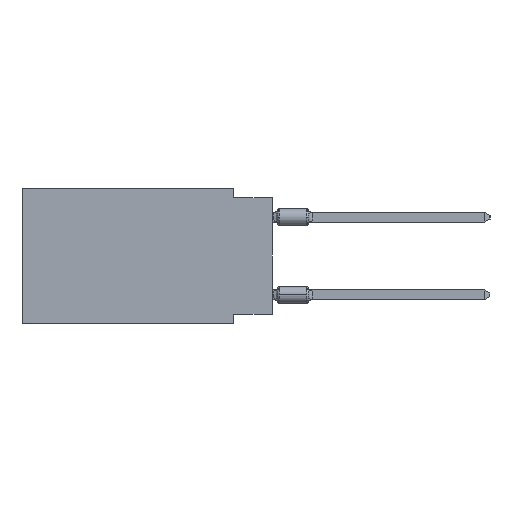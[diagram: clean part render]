
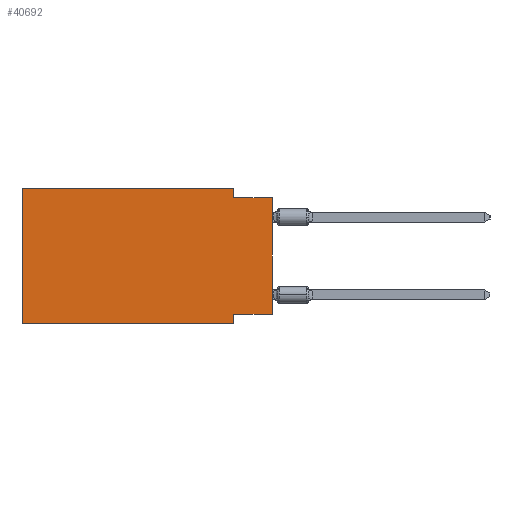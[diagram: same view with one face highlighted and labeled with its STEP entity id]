
A CAD part, left-side view. The second image highlights one B-rep face of the part: STEP entity #40692.
In plain terms, the highlighted planar face has unit normal (-1, 0, 0).
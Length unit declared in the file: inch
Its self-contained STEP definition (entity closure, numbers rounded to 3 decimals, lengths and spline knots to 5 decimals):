
#1024 = ORIENTED_EDGE ( 'NONE', *, *, #56616, .F. ) ;
#1299 = VERTEX_POINT ( 'NONE', #20102 ) ;
#2462 = VERTEX_POINT ( 'NONE', #26270 ) ;
#2969 = ORIENTED_EDGE ( 'NONE', *, *, #26350, .F. ) ;
#3113 = LINE ( 'NONE', #8779, #29173 ) ;
#4161 = CARTESIAN_POINT ( 'NONE',  ( 0., 0.1, -0.35 ) ) ;
#5841 = FACE_OUTER_BOUND ( 'NONE', #38047, .T. ) ;
#6211 = CARTESIAN_POINT ( 'NONE',  ( 0., 0.645, 0. ) ) ;
#7355 = CARTESIAN_POINT ( 'NONE',  ( 0., 0., -0.325 ) ) ;
#7972 = CARTESIAN_POINT ( 'NONE',  ( 0., 0.645, 0. ) ) ;
#8126 = CARTESIAN_POINT ( 'NONE',  ( 0., 0.645, 0. ) ) ;
#8779 = CARTESIAN_POINT ( 'NONE',  ( 0., 0.645, -0.35 ) ) ;
#9829 = CARTESIAN_POINT ( 'NONE',  ( 0., 0., -0.025 ) ) ;
#11015 = EDGE_CURVE ( 'NONE', #1299, #39475, #3113, .T. ) ;
#11583 = LINE ( 'NONE', #6211, #51749 ) ;
#11957 = VECTOR ( 'NONE', #15982, 39.37008 ) ;
#13082 = AXIS2_PLACEMENT_3D ( 'NONE', #29909, #49237, #35285 ) ;
#13175 = DIRECTION ( 'NONE',  ( 0., -1., 0. ) ) ;
#13946 = LINE ( 'NONE', #52270, #52140 ) ;
#15029 = EDGE_CURVE ( 'NONE', #2462, #26419, #19206, .T. ) ;
#15655 = PLANE ( 'NONE',  #13082 ) ;
#15982 = DIRECTION ( 'NONE',  ( 0., -1., 0. ) ) ;
#16038 = VECTOR ( 'NONE', #24272, 39.37008 ) ;
#17484 = DIRECTION ( 'NONE',  ( 0., 1., 0. ) ) ;
#18671 = VERTEX_POINT ( 'NONE', #42250 ) ;
#19206 = LINE ( 'NONE', #48019, #16038 ) ;
#20102 = CARTESIAN_POINT ( 'NONE',  ( 0., 0.645, -0.35 ) ) ;
#21293 = ORIENTED_EDGE ( 'NONE', *, *, #32589, .F. ) ;
#21359 = LINE ( 'NONE', #49557, #11957 ) ;
#24272 = DIRECTION ( 'NONE',  ( 0., 0., 1. ) ) ;
#25811 = VECTOR ( 'NONE', #13175, 39.37008 ) ;
#26221 = ORIENTED_EDGE ( 'NONE', *, *, #54240, .F. ) ;
#26270 = CARTESIAN_POINT ( 'NONE',  ( 0., 0., -0.325 ) ) ;
#26350 = EDGE_CURVE ( 'NONE', #2462, #18671, #45677, .T. ) ;
#26419 = VERTEX_POINT ( 'NONE', #9829 ) ;
#27618 = LINE ( 'NONE', #4161, #53692 ) ;
#28206 = DIRECTION ( 'NONE',  ( 0., 0., -1. ) ) ;
#28605 = EDGE_CURVE ( 'NONE', #41222, #55352, #57479, .T. ) ;
#29173 = VECTOR ( 'NONE', #56598, 39.37008 ) ;
#29909 = CARTESIAN_POINT ( 'NONE',  ( 0., 0.645, 0. ) ) ;
#32589 = EDGE_CURVE ( 'NONE', #55352, #52141, #13946, .T. ) ;
#34175 = ORIENTED_EDGE ( 'NONE', *, *, #11015, .T. ) ;
#34822 = VECTOR ( 'NONE', #17484, 39.37008 ) ;
#35285 = DIRECTION ( 'NONE',  ( 0., 0., -1. ) ) ;
#38047 = EDGE_LOOP ( 'NONE', ( #51411, #44680, #21293, #38196, #1024, #34175, #26221, #2969 ) ) ;
#38196 = ORIENTED_EDGE ( 'NONE', *, *, #28605, .F. ) ;
#38201 = CARTESIAN_POINT ( 'NONE',  ( 0., 0.1, -0.025 ) ) ;
#39475 = VERTEX_POINT ( 'NONE', #45362 ) ;
#40692 = ADVANCED_FACE ( 'NONE', ( #5841 ), #15655, .F. ) ;
#41222 = VERTEX_POINT ( 'NONE', #7972 ) ;
#41583 = CARTESIAN_POINT ( 'NONE',  ( 0., 0.1, 0. ) ) ;
#42250 = CARTESIAN_POINT ( 'NONE',  ( 0., 0.1, -0.325 ) ) ;
#44680 = ORIENTED_EDGE ( 'NONE', *, *, #45936, .F. ) ;
#45362 = CARTESIAN_POINT ( 'NONE',  ( 0., 0.1, -0.35 ) ) ;
#45677 = LINE ( 'NONE', #7355, #34822 ) ;
#45936 = EDGE_CURVE ( 'NONE', #52141, #26419, #21359, .T. ) ;
#47552 = DIRECTION ( 'NONE',  ( 0., 0., -1. ) ) ;
#48019 = CARTESIAN_POINT ( 'NONE',  ( 0., 0., 0. ) ) ;
#49237 = DIRECTION ( 'NONE',  ( 1., 0., 0. ) ) ;
#49557 = CARTESIAN_POINT ( 'NONE',  ( 0., 0., -0.025 ) ) ;
#50541 = DIRECTION ( 'NONE',  ( 0., 0., 1. ) ) ;
#51411 = ORIENTED_EDGE ( 'NONE', *, *, #15029, .T. ) ;
#51749 = VECTOR ( 'NONE', #50541, 39.37008 ) ;
#52141 = VERTEX_POINT ( 'NONE', #38201 ) ;
#52140 = VECTOR ( 'NONE', #28206, 39.37008 ) ;
#52270 = CARTESIAN_POINT ( 'NONE',  ( 0., 0.1, 0. ) ) ;
#53692 = VECTOR ( 'NONE', #47552, 39.37008 ) ;
#54240 = EDGE_CURVE ( 'NONE', #18671, #39475, #27618, .T. ) ;
#55352 = VERTEX_POINT ( 'NONE', #41583 ) ;
#56598 = DIRECTION ( 'NONE',  ( 0., -1., 0. ) ) ;
#56616 = EDGE_CURVE ( 'NONE', #1299, #41222, #11583, .T. ) ;
#57479 = LINE ( 'NONE', #8126, #25811 ) ;
